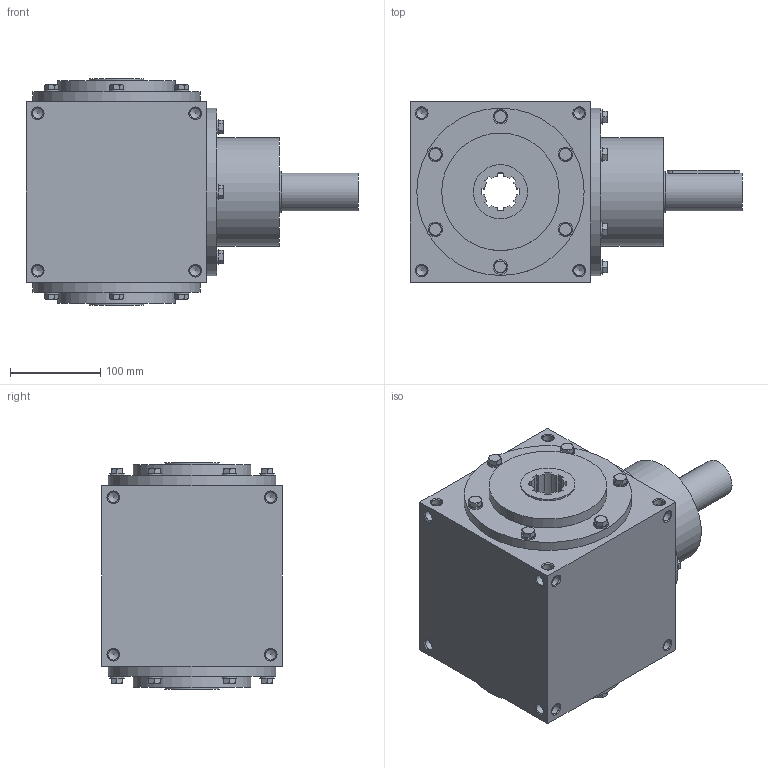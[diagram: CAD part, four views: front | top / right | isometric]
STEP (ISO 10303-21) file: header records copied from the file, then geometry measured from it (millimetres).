
FILE_DESCRIPTION( ( 'STEP AP214' ), ' ' );
FILE_NAME( 'RB200_C2_R.1_1.5.stp', '2017-10-01T13:50:44', ( '' ), ( '' ), ' ', 'PARTsolutions', ' ' );
FILE_SCHEMA( ( 'AUTOMOTIVE_DESIGN { 1 0 10303 214 1 1 1 1 }' ) );
Length unit declared in the file: millimetre
Products named in the file (4): RB200_C2_R.1/1.5; _RB2002-case; _RC200-shaft; _RC_RR200-screw
Assembly tree (20 placements, depth 2):
  RB200_C2_R.1/1.5
    _RB2002-case
    _RC200-shaft
    _RC_RR200-screw  x18
Bounding box: 367 x 200 x 250 mm (x, y, z)
Volume: 9613663.3 mm3; surface area: 413622.3 mm2
Topology: 20 solids, 20 shells, 488 faces, 1196 edges, 747 vertices
Faces by surface type: plane 217, cone 158, cylinder 113
Full cylindrical faces by diameter (mm): 8.376 x1, 11.835 x48, 16 x18, 42 x1, 46 x2, 50 x1, 60 x2, 120 x1, 130 x2, 185 x3
Entity records: 8184 total; most frequent: CARTESIAN_POINT 1186, DIRECTION 1172, ORIENTED_EDGE 886, AXIS2_PLACEMENT_3D 506, EDGE_CURVE 443, VERTEX_POINT 352, EDGE_LOOP 344, FACE_OUTER_BOUND 278
